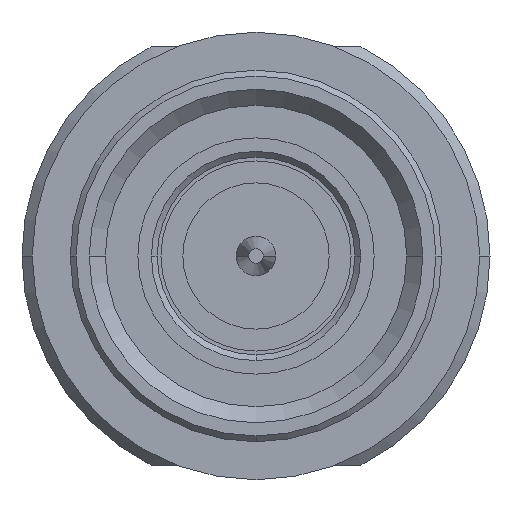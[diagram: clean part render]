
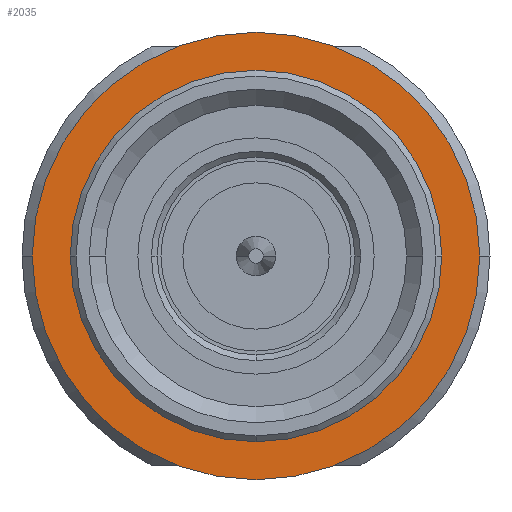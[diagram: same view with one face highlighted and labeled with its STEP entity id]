
A CAD part, left-side view. The second image highlights one B-rep face of the part: STEP entity #2035.
In plain terms, the highlighted planar face has unit normal (-1, 0, 0).
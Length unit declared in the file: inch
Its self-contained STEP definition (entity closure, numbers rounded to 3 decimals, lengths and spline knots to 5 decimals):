
#86 = VERTEX_POINT ( 'NONE', #5294 ) ;
#207 = CIRCLE ( 'NONE', #1102, 0.25 ) ;
#213 = ORIENTED_EDGE ( 'NONE', *, *, #448, .T. ) ;
#349 = CARTESIAN_POINT ( 'NONE',  ( 0.05906, -0.25, 0. ) ) ;
#424 = CIRCLE ( 'NONE', #5435, 0.30118 ) ;
#438 = EDGE_CURVE ( 'NONE', #2707, #6131, #2887, .T. ) ;
#448 = EDGE_CURVE ( 'NONE', #2707, #6131, #424, .T. ) ;
#587 = FACE_OUTER_BOUND ( 'NONE', #5818, .T. ) ;
#742 = DIRECTION ( 'NONE',  ( 0., 1., 0. ) ) ;
#766 = CARTESIAN_POINT ( 'NONE',  ( 0.05906, 0., 0. ) ) ;
#1006 = AXIS2_PLACEMENT_3D ( 'NONE', #3022, #4963, #3895 ) ;
#1102 = AXIS2_PLACEMENT_3D ( 'NONE', #2086, #1723, #3137 ) ;
#1321 = ORIENTED_EDGE ( 'NONE', *, *, #2476, .F. ) ;
#1472 = PLANE ( 'NONE',  #1006 ) ;
#1723 = DIRECTION ( 'NONE',  ( -1., 0., 0. ) ) ;
#1886 = CARTESIAN_POINT ( 'NONE',  ( 0.05906, -0.30118, 0. ) ) ;
#1977 = ORIENTED_EDGE ( 'NONE', *, *, #3179, .T. ) ;
#2035 = ADVANCED_FACE ( 'NONE', ( #3438, #587 ), #1472, .T. ) ;
#2086 = CARTESIAN_POINT ( 'NONE',  ( 0.05906, 0., 0. ) ) ;
#2476 = EDGE_CURVE ( 'NONE', #86, #6046, #207, .T. ) ;
#2508 = AXIS2_PLACEMENT_3D ( 'NONE', #766, #3639, #742 ) ;
#2534 = DIRECTION ( 'NONE',  ( 1., 0., 0. ) ) ;
#2707 = VERTEX_POINT ( 'NONE', #3071 ) ;
#2765 = EDGE_LOOP ( 'NONE', ( #1977, #1321 ) ) ;
#2887 = CIRCLE ( 'NONE', #3175, 0.30118 ) ;
#3022 = CARTESIAN_POINT ( 'NONE',  ( 0.05906, 0., 0. ) ) ;
#3071 = CARTESIAN_POINT ( 'NONE',  ( 0.05906, 0.30118, 0. ) ) ;
#3137 = DIRECTION ( 'NONE',  ( 0., 1., 0. ) ) ;
#3175 = AXIS2_PLACEMENT_3D ( 'NONE', #5408, #2534, #4817 ) ;
#3179 = EDGE_CURVE ( 'NONE', #86, #6046, #5856, .T. ) ;
#3438 = FACE_BOUND ( 'NONE', #2765, .T. ) ;
#3534 = DIRECTION ( 'NONE',  ( 0., 1., 0. ) ) ;
#3639 = DIRECTION ( 'NONE',  ( 1., 0., 0. ) ) ;
#3868 = DIRECTION ( 'NONE',  ( -1., 0., 0. ) ) ;
#3895 = DIRECTION ( 'NONE',  ( 0., 0., 1. ) ) ;
#4438 = ORIENTED_EDGE ( 'NONE', *, *, #438, .F. ) ;
#4494 = CARTESIAN_POINT ( 'NONE',  ( 0.05906, 0., 0. ) ) ;
#4817 = DIRECTION ( 'NONE',  ( 0., 1., 0. ) ) ;
#4963 = DIRECTION ( 'NONE',  ( -1., 0., 0. ) ) ;
#5294 = CARTESIAN_POINT ( 'NONE',  ( 0.05906, 0.25, 0. ) ) ;
#5408 = CARTESIAN_POINT ( 'NONE',  ( 0.05906, 0., 0. ) ) ;
#5435 = AXIS2_PLACEMENT_3D ( 'NONE', #4494, #3868, #3534 ) ;
#5818 = EDGE_LOOP ( 'NONE', ( #213, #4438 ) ) ;
#5856 = CIRCLE ( 'NONE', #2508, 0.25 ) ;
#6046 = VERTEX_POINT ( 'NONE', #349 ) ;
#6131 = VERTEX_POINT ( 'NONE', #1886 ) ;
